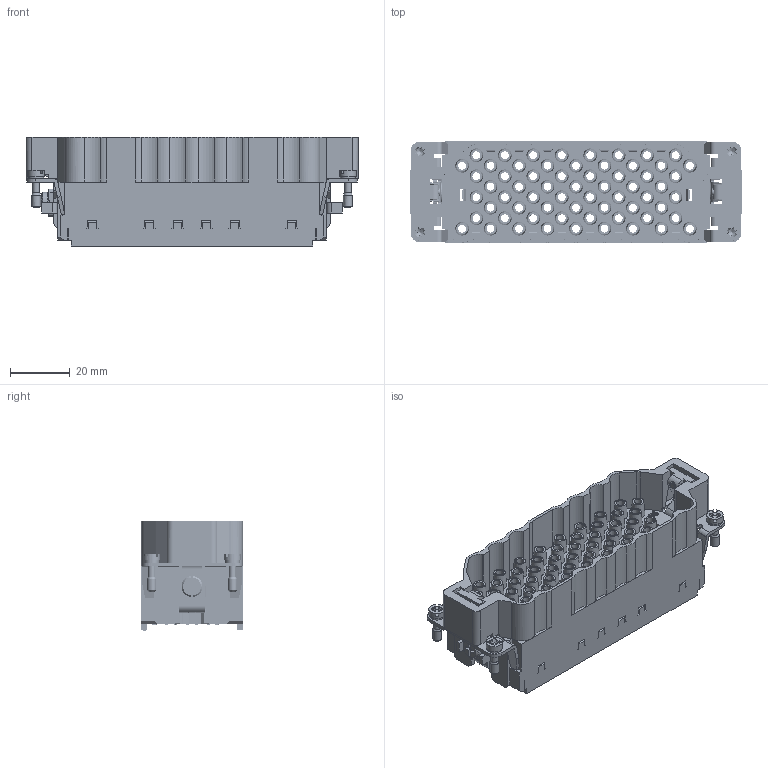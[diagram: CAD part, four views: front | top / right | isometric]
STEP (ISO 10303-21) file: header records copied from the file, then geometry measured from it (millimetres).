
FILE_DESCRIPTION(/* description */ (''),/* implementation_level */ '2;1');
FILE_NAME(/* name */ 'HEEE-064-MC.stp',/* time_stamp */ '2023-09-18T12:54:05+08:00',/* author */ (''),/* organization */ (''),/* preprocessor_version */ 'ST-DEVELOPER v16',/* originating_system */ 'SIEMENS PLM Software NX 10.0',/* authorisation */ '');
FILE_SCHEMA (('AUTOMOTIVE_DESIGN { 1 0 10303 214 3 1 1 1 }'));
Products named in the file (1): Admi16F8F3C4ysov
Bounding box: 110.8 x 33.8 x 36.55 mm (x, y, z)
Volume: 42723.5 mm3; surface area: 65433.2 mm2
Topology: 1 solids, 6 shells, 5242 faces, 14619 edges, 9612 vertices
Faces by surface type: plane 3500, cylinder 1090, extrusion 283, bspline 202, cone 159, torus 8
Full cylindrical faces by diameter (mm): 2.3 x4, 2.4 x2, 2.562 x2, 2.6 x64, 3 x4, 4 x2, 4.7 x64, 5 x4, 5.5 x4, 6.4 x2, 7 x1
Entity records: 202565 total; most frequent: CARTESIAN_POINT 63400, ORIENTED_EDGE 28382, DIRECTION 24448, EDGE_CURVE 14191, VECTOR 9762, VERTEX_POINT 9517, LINE 9479, AXIS2_PLACEMENT_3D 7343
